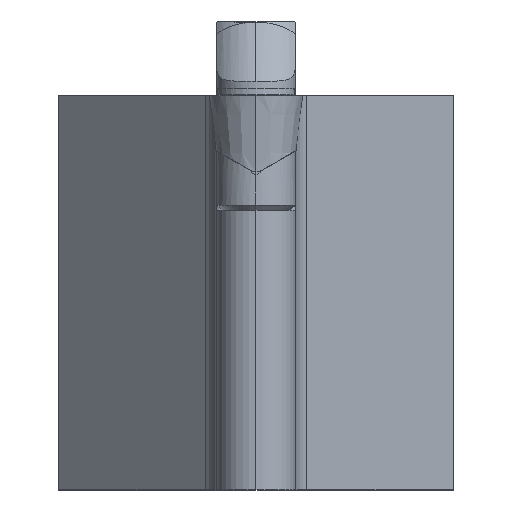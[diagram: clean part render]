
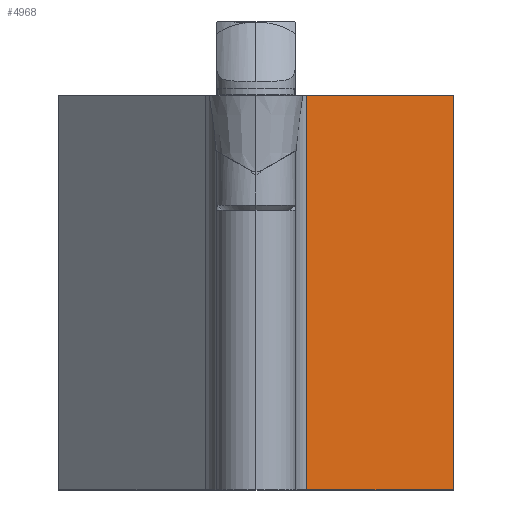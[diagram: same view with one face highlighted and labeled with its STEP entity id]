
A CAD part, left-side view. The second image highlights one B-rep face of the part: STEP entity #4968.
In plain terms, the highlighted planar face has unit normal (-0.707, -0.707, 0).
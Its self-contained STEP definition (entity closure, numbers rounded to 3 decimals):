
#27 = DIRECTION ( 'NONE',  ( -0.707, -0.707, 0. ) ) ;
#183 = CARTESIAN_POINT ( 'NONE',  ( 30.172, -5.172, 321.4 ) ) ;
#494 = DIRECTION ( 'NONE',  ( -0.707, 0.707, 0. ) ) ;
#628 = EDGE_CURVE ( 'NONE', #2127, #6292, #7529, .T. ) ;
#652 = CARTESIAN_POINT ( 'NONE',  ( 45., -20., -40. ) ) ;
#777 = VECTOR ( 'NONE', #4566, 1000. ) ;
#1076 = EDGE_CURVE ( 'NONE', #2127, #4331, #1767, .T. ) ;
#1189 = EDGE_LOOP ( 'NONE', ( #9310, #7938, #3476, #2380 ) ) ;
#1454 = CARTESIAN_POINT ( 'NONE',  ( 30.172, -5.172, 321.4 ) ) ;
#1767 = LINE ( 'NONE', #3882, #777 ) ;
#2127 = VERTEX_POINT ( 'NONE', #2709 ) ;
#2173 = VECTOR ( 'NONE', #494, 1000. ) ;
#2380 = ORIENTED_EDGE ( 'NONE', *, *, #8299, .T. ) ;
#2709 = CARTESIAN_POINT ( 'NONE',  ( 45., -20., 0. ) ) ;
#2733 = VERTEX_POINT ( 'NONE', #3299 ) ;
#2763 = EDGE_CURVE ( 'NONE', #4331, #2733, #8804, .T. ) ;
#2778 = DIRECTION ( 'NONE',  ( -0.707, 0.707, 0. ) ) ;
#3299 = CARTESIAN_POINT ( 'NONE',  ( 30.172, -5.172, -40. ) ) ;
#3461 = FACE_OUTER_BOUND ( 'NONE', #1189, .T. ) ;
#3476 = ORIENTED_EDGE ( 'NONE', *, *, #628, .T. ) ;
#3495 = PLANE ( 'NONE',  #7995 ) ;
#3557 = VECTOR ( 'NONE', #4563, 1000. ) ;
#3882 = CARTESIAN_POINT ( 'NONE',  ( 45., -20., 321.4 ) ) ;
#4249 = VECTOR ( 'NONE', #2778, 1000. ) ;
#4331 = VERTEX_POINT ( 'NONE', #652 ) ;
#4563 = DIRECTION ( 'NONE',  ( 0., 0., -1. ) ) ;
#4566 = DIRECTION ( 'NONE',  ( 0., 0., -1. ) ) ;
#4968 = ADVANCED_FACE ( 'NONE', ( #3461 ), #3495, .T. ) ;
#6240 = CARTESIAN_POINT ( 'NONE',  ( 12.5, 12.5, 0. ) ) ;
#6292 = VERTEX_POINT ( 'NONE', #6791 ) ;
#6791 = CARTESIAN_POINT ( 'NONE',  ( 30.172, -5.172, 0. ) ) ;
#7529 = LINE ( 'NONE', #6240, #4249 ) ;
#7938 = ORIENTED_EDGE ( 'NONE', *, *, #1076, .F. ) ;
#7995 = AXIS2_PLACEMENT_3D ( 'NONE', #1454, #27, #9254 ) ;
#8299 = EDGE_CURVE ( 'NONE', #6292, #2733, #9076, .T. ) ;
#8804 = LINE ( 'NONE', #9075, #2173 ) ;
#9075 = CARTESIAN_POINT ( 'NONE',  ( 12.5, 12.5, -40. ) ) ;
#9076 = LINE ( 'NONE', #183, #3557 ) ;
#9254 = DIRECTION ( 'NONE',  ( 0.707, -0.707, 0. ) ) ;
#9310 = ORIENTED_EDGE ( 'NONE', *, *, #2763, .F. ) ;
